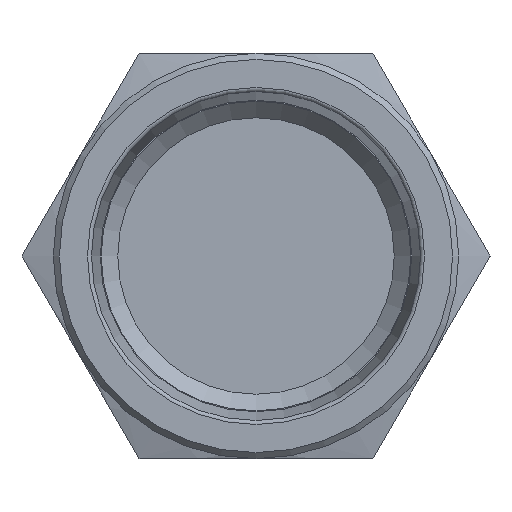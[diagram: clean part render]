
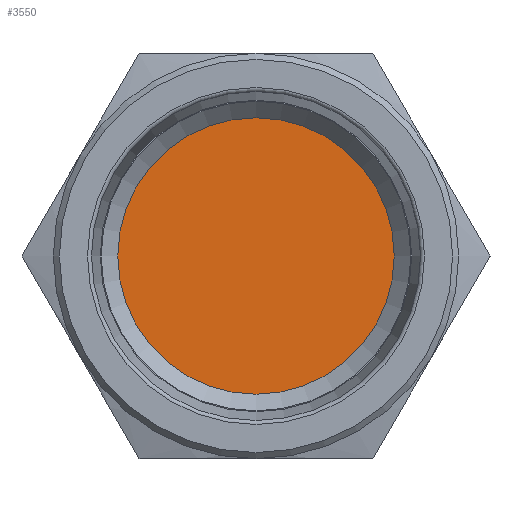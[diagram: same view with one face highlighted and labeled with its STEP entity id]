
A CAD part, left-side view. The second image highlights one B-rep face of the part: STEP entity #3550.
In plain terms, the highlighted free-form (B-spline) face has degree [1, 1] with [2, 2] control points.
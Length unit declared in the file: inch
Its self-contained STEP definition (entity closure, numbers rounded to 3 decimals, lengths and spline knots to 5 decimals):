
#3527=CARTESIAN_POINT('',(1.08,0.0,0.341));
#3528=VERTEX_POINT('',#3527);
#3529=CARTESIAN_POINT('',(1.08,0.0,0.0));
#3530=DIRECTION('',(-1.0,0.0,0.0));
#3531=DIRECTION('',(0.0,0.0,1.0));
#3532=AXIS2_PLACEMENT_3D('',#3529,#3530,#3531);
#3533=CIRCLE('',#3532,0.341);
#3534=EDGE_CURVE('',#3528,#3528,#3533,.T.);
#3542=CARTESIAN_POINT('',(1.08,0.341,-0.341));
#3543=CARTESIAN_POINT('',(1.08,0.341,0.341));
#3544=CARTESIAN_POINT('',(1.08,-0.341,-0.341));
#3545=CARTESIAN_POINT('',(1.08,-0.341,0.341));
#3546=B_SPLINE_SURFACE_WITH_KNOTS('',1,1,((#3542,#3544),(#3543,#3545)),.UNSPECIFIED.,.F.,.F.,.U.,(2,2),(2,2),(0.0,0.682),(0.0,0.682),.UNSPECIFIED.);
#3547=ORIENTED_EDGE('',*,*,#3534,.T.);
#3548=EDGE_LOOP('',(#3547));
#3549=FACE_OUTER_BOUND('',#3548,.T.);
#3550=ADVANCED_FACE('',(#3549),#3546,.F.);
